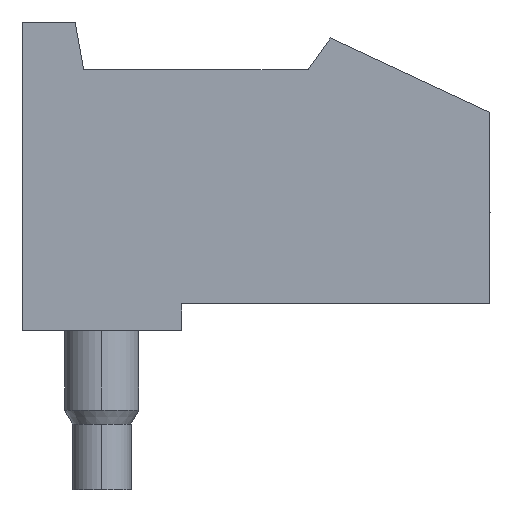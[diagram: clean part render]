
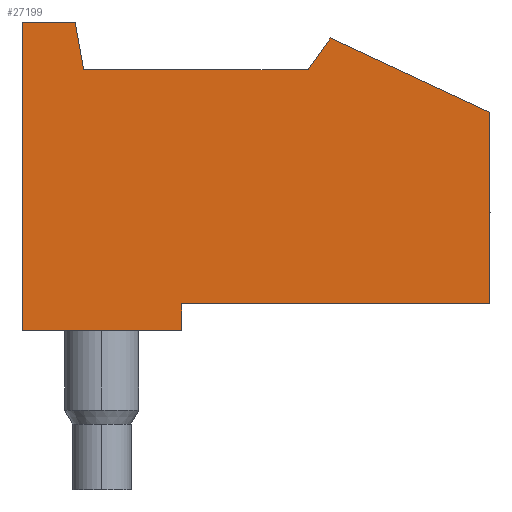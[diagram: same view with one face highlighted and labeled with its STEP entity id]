
A CAD part, left-side view. The second image highlights one B-rep face of the part: STEP entity #27199.
In plain terms, the highlighted planar face has unit normal (-1, 0, 0).
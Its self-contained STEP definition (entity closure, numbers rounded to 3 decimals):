
#87 = ORIENTED_EDGE ( 'NONE', *, *, #395, .T. ) ;
#374 = CARTESIAN_POINT ( 'NONE',  ( -29.653, -1.768, -4.379 ) ) ;
#395 = EDGE_CURVE ( 'NONE', #25095, #827, #8488, .T. ) ;
#437 = CARTESIAN_POINT ( 'NONE',  ( -29.653, -4.148, 0.021 ) ) ;
#506 = DIRECTION ( 'NONE',  ( 0., -0.574, 0.819 ) ) ;
#827 = VERTEX_POINT ( 'NONE', #27526 ) ;
#1417 = ORIENTED_EDGE ( 'NONE', *, *, #28240, .F. ) ;
#1736 = ORIENTED_EDGE ( 'NONE', *, *, #14621, .T. ) ;
#2013 = VERTEX_POINT ( 'NONE', #23689 ) ;
#2160 = CARTESIAN_POINT ( 'NONE',  ( -29.653, 1.232, 0.921 ) ) ;
#3511 = EDGE_LOOP ( 'NONE', ( #17321, #10150, #87, #6188, #6947, #9319, #7206, #1736, #5600, #1417 ) ) ;
#3535 = DIRECTION ( 'NONE',  ( 0., 1., 0. ) ) ;
#4806 = VERTEX_POINT ( 'NONE', #17127 ) ;
#5600 = ORIENTED_EDGE ( 'NONE', *, *, #18827, .F. ) ;
#5639 = VECTOR ( 'NONE', #3535, 1000. ) ;
#5923 = VECTOR ( 'NONE', #10384, 1000. ) ;
#5947 = CARTESIAN_POINT ( 'NONE',  ( -29.653, -4.568, 0.621 ) ) ;
#6018 = DIRECTION ( 'NONE',  ( 0., -1., 0. ) ) ;
#6188 = ORIENTED_EDGE ( 'NONE', *, *, #9261, .T. ) ;
#6947 = ORIENTED_EDGE ( 'NONE', *, *, #12740, .F. ) ;
#7206 = ORIENTED_EDGE ( 'NONE', *, *, #32622, .T. ) ;
#7719 = DIRECTION ( 'NONE',  ( 0., 0.906, 0.423 ) ) ;
#7761 = CARTESIAN_POINT ( 'NONE',  ( -29.653, -4.568, 0.621 ) ) ;
#8265 = CARTESIAN_POINT ( 'NONE',  ( -29.653, -1.768, -4.879 ) ) ;
#8488 = LINE ( 'NONE', #28908, #8526 ) ;
#8526 = VECTOR ( 'NONE', #28841, 1000. ) ;
#9087 = VERTEX_POINT ( 'NONE', #8265 ) ;
#9261 = EDGE_CURVE ( 'NONE', #827, #29004, #13256, .T. ) ;
#9319 = ORIENTED_EDGE ( 'NONE', *, *, #28742, .F. ) ;
#10150 = ORIENTED_EDGE ( 'NONE', *, *, #36342, .F. ) ;
#10384 = DIRECTION ( 'NONE',  ( 0., 0.174, 0.985 ) ) ;
#10769 = DIRECTION ( 'NONE',  ( 0., 1., 0. ) ) ;
#12740 = EDGE_CURVE ( 'NONE', #23816, #29004, #14592, .T. ) ;
#13186 = VECTOR ( 'NONE', #7719, 1000. ) ;
#13256 = LINE ( 'NONE', #7761, #13186 ) ;
#14592 = LINE ( 'NONE', #437, #14774 ) ;
#14621 = EDGE_CURVE ( 'NONE', #23413, #31861, #15625, .T. ) ;
#14774 = VECTOR ( 'NONE', #506, 1000. ) ;
#15625 = LINE ( 'NONE', #30436, #15761 ) ;
#15761 = VECTOR ( 'NONE', #32353, 1000. ) ;
#17127 = CARTESIAN_POINT ( 'NONE',  ( -29.653, 0.073, 0.021 ) ) ;
#17321 = ORIENTED_EDGE ( 'NONE', *, *, #27341, .T. ) ;
#18212 = LINE ( 'NONE', #20685, #18290 ) ;
#18290 = VECTOR ( 'NONE', #20141, 1000. ) ;
#18827 = EDGE_CURVE ( 'NONE', #2013, #31861, #18212, .T. ) ;
#19903 = FACE_OUTER_BOUND ( 'NONE', #3511, .T. ) ;
#20141 = DIRECTION ( 'NONE',  ( 0., 0., 1. ) ) ;
#20685 = CARTESIAN_POINT ( 'NONE',  ( -29.653, 1.232, -10.679 ) ) ;
#20961 = LINE ( 'NONE', #33971, #21024 ) ;
#21024 = VECTOR ( 'NONE', #33930, 1000. ) ;
#23376 = CARTESIAN_POINT ( 'NONE',  ( -29.653, 1.232, -4.379 ) ) ;
#23413 = VERTEX_POINT ( 'NONE', #30512 ) ;
#23689 = CARTESIAN_POINT ( 'NONE',  ( -29.653, 1.232, -4.879 ) ) ;
#23816 = VERTEX_POINT ( 'NONE', #26390 ) ;
#24868 = AXIS2_PLACEMENT_3D ( 'NONE', #35134, #35088, #35048 ) ;
#25095 = VERTEX_POINT ( 'NONE', #28873 ) ;
#26390 = CARTESIAN_POINT ( 'NONE',  ( -29.653, -4.148, 0.021 ) ) ;
#27199 = ADVANCED_FACE ( 'NONE', ( #19903 ), #36282, .F. ) ;
#27315 = CARTESIAN_POINT ( 'NONE',  ( -29.653, 0.073, 0.021 ) ) ;
#27341 = EDGE_CURVE ( 'NONE', #9087, #32250, #20961, .T. ) ;
#27526 = CARTESIAN_POINT ( 'NONE',  ( -29.653, -7.568, -0.778 ) ) ;
#27695 = CARTESIAN_POINT ( 'NONE',  ( -29.653, 1.232, -4.879 ) ) ;
#28205 = LINE ( 'NONE', #23376, #5639 ) ;
#28240 = EDGE_CURVE ( 'NONE', #9087, #2013, #29627, .T. ) ;
#28742 = EDGE_CURVE ( 'NONE', #4806, #23816, #34549, .T. ) ;
#28841 = DIRECTION ( 'NONE',  ( 0., 0., 1. ) ) ;
#28873 = CARTESIAN_POINT ( 'NONE',  ( -29.653, -7.568, -4.379 ) ) ;
#28908 = CARTESIAN_POINT ( 'NONE',  ( -29.653, -7.568, -4.379 ) ) ;
#29004 = VERTEX_POINT ( 'NONE', #5947 ) ;
#29627 = LINE ( 'NONE', #27695, #29715 ) ;
#29715 = VECTOR ( 'NONE', #10769, 1000. ) ;
#30436 = CARTESIAN_POINT ( 'NONE',  ( -29.653, 0.232, 0.921 ) ) ;
#30512 = CARTESIAN_POINT ( 'NONE',  ( -29.653, 0.232, 0.921 ) ) ;
#31303 = CARTESIAN_POINT ( 'NONE',  ( -29.653, 1.232, 0.021 ) ) ;
#31861 = VERTEX_POINT ( 'NONE', #2160 ) ;
#32250 = VERTEX_POINT ( 'NONE', #374 ) ;
#32353 = DIRECTION ( 'NONE',  ( 0., 1., 0. ) ) ;
#32622 = EDGE_CURVE ( 'NONE', #4806, #23413, #35770, .T. ) ;
#33930 = DIRECTION ( 'NONE',  ( 0., 0., 1. ) ) ;
#33971 = CARTESIAN_POINT ( 'NONE',  ( -29.653, -1.768, -4.379 ) ) ;
#34549 = LINE ( 'NONE', #31303, #34689 ) ;
#34689 = VECTOR ( 'NONE', #6018, 1000. ) ;
#35048 = DIRECTION ( 'NONE',  ( 0., 1., 0. ) ) ;
#35088 = DIRECTION ( 'NONE',  ( 1., 0., 0. ) ) ;
#35134 = CARTESIAN_POINT ( 'NONE',  ( -29.653, 1.232, -10.679 ) ) ;
#35770 = LINE ( 'NONE', #27315, #5923 ) ;
#36282 = PLANE ( 'NONE',  #24868 ) ;
#36342 = EDGE_CURVE ( 'NONE', #25095, #32250, #28205, .T. ) ;
